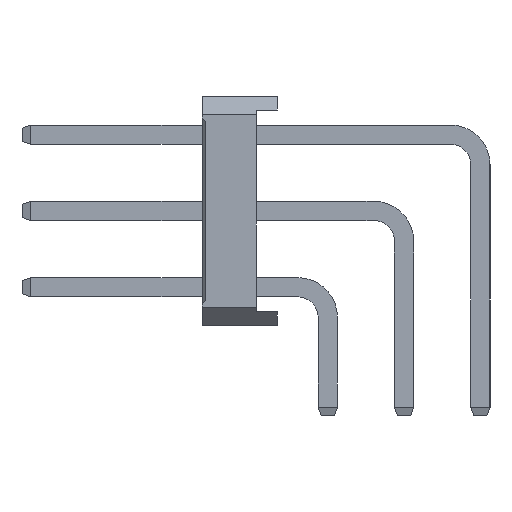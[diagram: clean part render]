
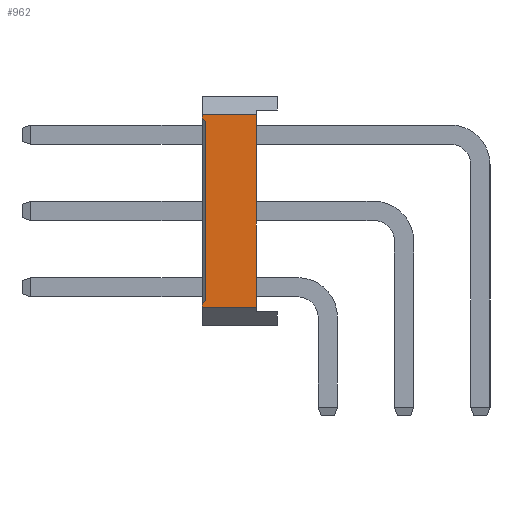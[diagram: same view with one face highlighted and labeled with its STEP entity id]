
A CAD part, left-side view. The second image highlights one B-rep face of the part: STEP entity #962.
In plain terms, the highlighted planar face has unit normal (-1, 0, 0).
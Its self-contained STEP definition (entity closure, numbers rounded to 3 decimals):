
#962=ADVANCED_FACE('',(#10480),#10482,.T.);
#10480=FACE_BOUND('',#10481,.T.);
#10481=EDGE_LOOP('',(#18217,#18218,#18219,#18220,#18221,#18222,#18223,#18224));
#10482=PLANE('',#10483);
#10483=AXIS2_PLACEMENT_3D('',#10484,#10485,#10486);
#10484=CARTESIAN_POINT('',(-1.27,1.68,0.6));
#10485=DIRECTION('',(-1.,0.,0.));
#10486=DIRECTION('',(0.,0.,1.));
#18217=ORIENTED_EDGE('',*,*,#23202,.F.);
#18218=ORIENTED_EDGE('',*,*,#23203,.T.);
#18219=ORIENTED_EDGE('',*,*,#23204,.F.);
#18220=ORIENTED_EDGE('',*,*,#22654,.F.);
#18221=ORIENTED_EDGE('',*,*,#23205,.F.);
#18222=ORIENTED_EDGE('',*,*,#22380,.T.);
#18223=ORIENTED_EDGE('',*,*,#23201,.T.);
#18224=ORIENTED_EDGE('',*,*,#22658,.F.);
#22380=EDGE_CURVE('',#24976,#24974,#24977,.T.);
#22654=EDGE_CURVE('',#25522,#25524,#25525,.T.);
#22658=EDGE_CURVE('',#25530,#25532,#25533,.T.);
#23201=EDGE_CURVE('',#24974,#25532,#26517,.T.);
#23202=EDGE_CURVE('',#26518,#25530,#26519,.F.);
#23203=EDGE_CURVE('',#26518,#26520,#26521,.T.);
#23204=EDGE_CURVE('',#25524,#26520,#26522,.F.);
#23205=EDGE_CURVE('',#24976,#25522,#26523,.T.);
#24974=VERTEX_POINT('',#29194);
#24976=VERTEX_POINT('',#29198);
#24977=LINE('',#29199,#29200);
#25522=VERTEX_POINT('',#30290);
#25524=VERTEX_POINT('',#30294);
#25525=LINE('',#30295,#30296);
#25530=VERTEX_POINT('',#30306);
#25532=VERTEX_POINT('',#30310);
#25533=LINE('',#30311,#30312);
#26517=LINE('',#32429,#32430);
#26518=VERTEX_POINT('',#32432);
#26519=LINE('',#32433,#32434);
#26520=VERTEX_POINT('',#32436);
#26521=LINE('',#32437,#32438);
#26522=LINE('',#32440,#32441);
#26523=LINE('',#32443,#32444);
#29194=CARTESIAN_POINT('',(-1.27,2.38,7.02));
#29198=CARTESIAN_POINT('',(-1.27,2.38,0.6));
#29199=CARTESIAN_POINT('',(-1.27,2.38,0.6));
#29200=VECTOR('',#29201,1.);
#29201=DIRECTION('',(0.,0.,1.));
#30290=CARTESIAN_POINT('',(-1.27,4.18,0.6));
#30294=CARTESIAN_POINT('',(-1.27,4.18,0.72));
#30295=CARTESIAN_POINT('',(-1.27,4.18,0.6));
#30296=VECTOR('',#30297,1.);
#30297=DIRECTION('',(0.,0.,1.));
#30306=CARTESIAN_POINT('',(-1.27,4.18,6.9));
#30310=CARTESIAN_POINT('',(-1.27,4.18,7.02));
#30311=CARTESIAN_POINT('',(-1.27,4.18,6.9));
#30312=VECTOR('',#30313,1.);
#30313=DIRECTION('',(0.,0.,1.));
#32429=CARTESIAN_POINT('',(-1.27,2.38,7.02));
#32430=VECTOR('',#32431,1.);
#32431=DIRECTION('',(0.,1.,0.));
#32432=CARTESIAN_POINT('',(-1.27,4.08,6.8));
#32433=CARTESIAN_POINT('',(-1.27,4.18,6.9));
#32434=VECTOR('',#32435,1.);
#32435=DIRECTION('',(0.,-0.707,-0.707));
#32436=CARTESIAN_POINT('',(-1.27,4.08,0.82));
#32437=CARTESIAN_POINT('',(-1.27,4.08,6.8));
#32438=VECTOR('',#32439,1.);
#32439=DIRECTION('',(0.,0.,-1.));
#32440=CARTESIAN_POINT('',(-1.27,4.08,0.82));
#32441=VECTOR('',#32442,1.);
#32442=DIRECTION('',(0.,0.707,-0.707));
#32443=CARTESIAN_POINT('',(-1.27,2.38,0.6));
#32444=VECTOR('',#32445,1.);
#32445=DIRECTION('',(0.,1.,0.));
